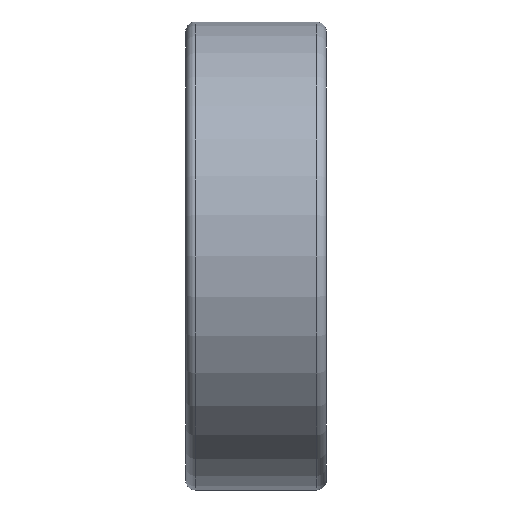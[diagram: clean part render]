
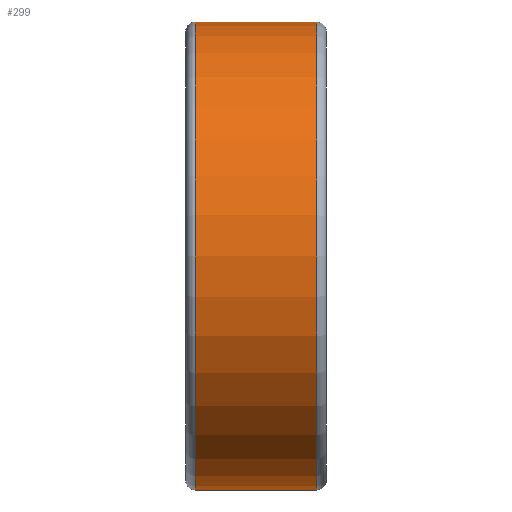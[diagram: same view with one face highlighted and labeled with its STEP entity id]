
A CAD part, front view. The second image highlights one B-rep face of the part: STEP entity #299.
In plain terms, the highlighted cylindrical face has radius 15 mm (diameter 30 mm), a full revolution.
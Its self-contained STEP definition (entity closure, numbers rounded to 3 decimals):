
#299 = ADVANCED_FACE( '', ( #498, #499 ), #500, .T. );
#498 = FACE_OUTER_BOUND( '', #679, .T. );
#499 = FACE_OUTER_BOUND( '', #680, .T. );
#500 = CYLINDRICAL_SURFACE( '', #681, 15. );
#679 = EDGE_LOOP( '', ( #876 ) );
#680 = EDGE_LOOP( '', ( #877 ) );
#681 = AXIS2_PLACEMENT_3D( '', #878, #879, #880 );
#876 = ORIENTED_EDGE( '', *, *, #1065, .T. );
#877 = ORIENTED_EDGE( '', *, *, #1077, .F. );
#878 = CARTESIAN_POINT( '', ( 50., 0., 0. ) );
#879 = DIRECTION( '', ( -1., 0., 0. ) );
#880 = DIRECTION( '', ( 0., 0., -1. ) );
#1065 = EDGE_CURVE( '', #1167, #1167, #1168, .T. );
#1077 = EDGE_CURVE( '', #1183, #1183, #1184, .T. );
#1167 = VERTEX_POINT( '', #1288 );
#1168 = CIRCLE( '', #1289, 15. );
#1183 = VERTEX_POINT( '', #1304 );
#1184 = CIRCLE( '', #1305, 15. );
#1288 = CARTESIAN_POINT( '', ( 0.6, 0., -15. ) );
#1289 = AXIS2_PLACEMENT_3D( '', #1416, #1417, #1418 );
#1304 = CARTESIAN_POINT( '', ( 8.4, 0., -15. ) );
#1305 = AXIS2_PLACEMENT_3D( '', #1431, #1432, #1433 );
#1416 = CARTESIAN_POINT( '', ( 0.6, 0., 0. ) );
#1417 = DIRECTION( '', ( 1., 0., 0. ) );
#1418 = DIRECTION( '', ( 0., 0., -1. ) );
#1431 = CARTESIAN_POINT( '', ( 8.4, 0., 0. ) );
#1432 = DIRECTION( '', ( 1., 0., 0. ) );
#1433 = DIRECTION( '', ( 0., 0., -1. ) );
